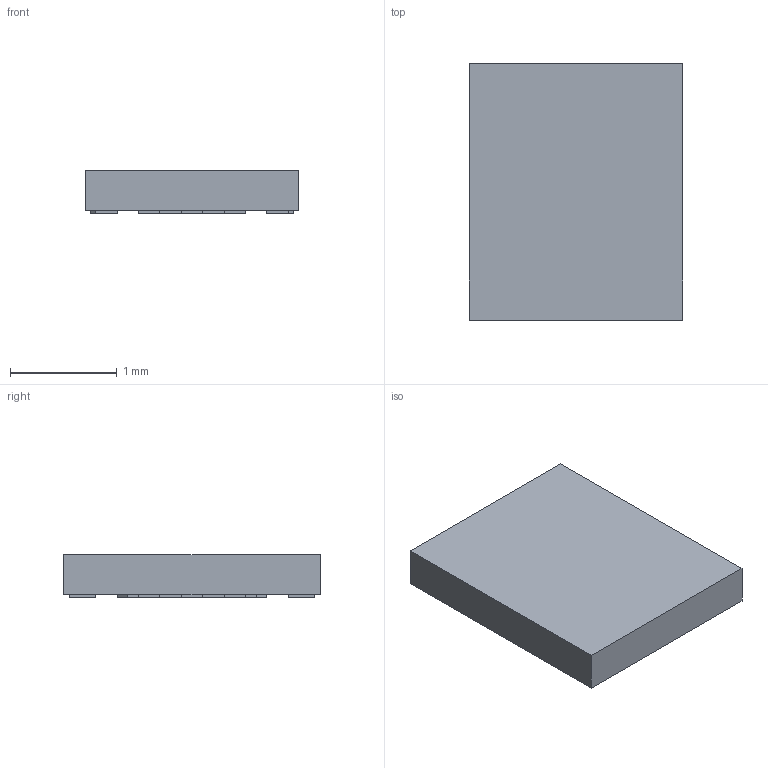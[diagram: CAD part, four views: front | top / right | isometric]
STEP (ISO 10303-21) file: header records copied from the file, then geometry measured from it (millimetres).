
FILE_DESCRIPTION((''),'2;1');
FILE_NAME('RWQ0018A_ASM','2016-06-01T',('a0412025'),(''),'CREO PARAMETRIC BY PTC INC, 2016050','CREO PARAMETRIC BY PTC INC, 2016050','');
FILE_SCHEMA(('AUTOMOTIVE_DESIGN { 1 0 10303 214 1 1 1 1 }'));
Length unit declared in the file: millimetre
Products named in the file (4): BODY-QFN; FRAME-RWQ0018A; PIN1-ID; RWQ0018A_ASM
Assembly tree (3 placements, depth 2):
  RWQ0018A_ASM
    BODY-QFN
    FRAME-RWQ0018A
    PIN1-ID
Bounding box: 2 x 2.4 x 0.4 mm (x, y, z)
Volume: 1.9 mm3; surface area: 22.9 mm2
Topology: 20 solids, 20 shells, 231 faces, 510 edges, 340 vertices
Faces by surface type: plane 231
Entity records: 8455 total; most frequent: CARTESIAN_POINT 1095, ORIENTED_EDGE 1020, DIRECTION 986, PRESENTATION_STYLE_ASSIGNMENT 550, STYLED_ITEM 530, VECTOR 510, LINE 510, CURVE_STYLE 510
